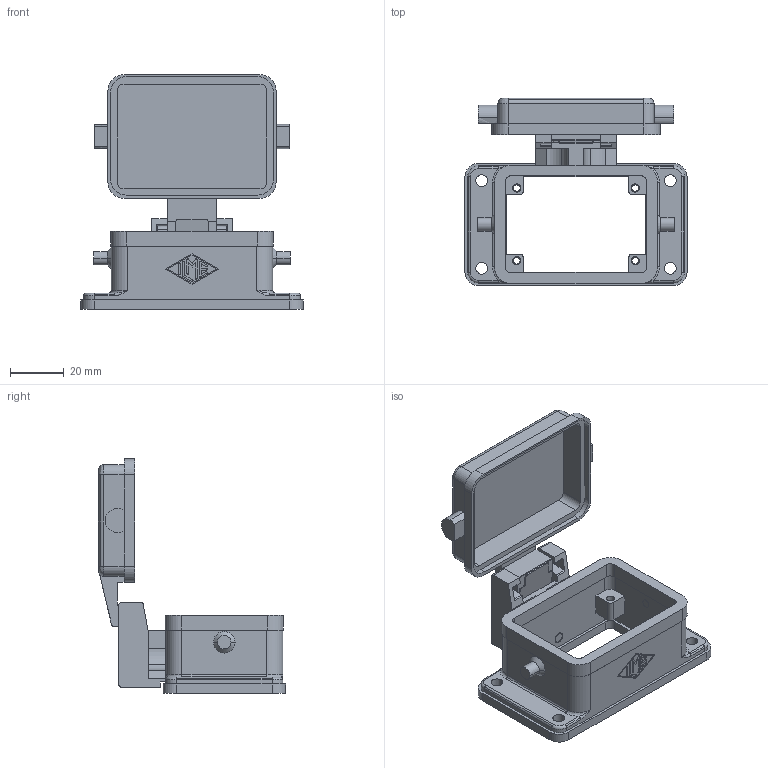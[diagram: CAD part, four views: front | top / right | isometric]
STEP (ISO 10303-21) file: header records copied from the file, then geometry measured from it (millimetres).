
FILE_DESCRIPTION((''),'2;1');
FILE_NAME('CHI 06 LCP.stp','2006-12-20T17:15:55',('gembarski'),(''),'Autodesk Inventor 7','Autodesk Inventor 7','');
FILE_SCHEMA(('AUTOMOTIVE_DESIGN { 1 0 10303 214 1 1 1 1 }'));
Length unit declared in the file: millimetre
Products named in the file (1): CHI 06 LCP
Bounding box: 82.5 x 69.5 x 87.25 mm (x, y, z)
Volume: 45069.6 mm3; surface area: 32695.4 mm2
Topology: 1 solids, 2 shells, 415 faces, 1118 edges, 730 vertices
Faces by surface type: plane 191, cylinder 160, bspline 54, torus 6, cone 4
Entity records: 14180 total; most frequent: CARTESIAN_POINT 3500, ORIENTED_EDGE 2244, DIRECTION 2238, EDGE_CURVE 1122, AXIS2_PLACEMENT_3D 766, VERTEX_POINT 730, VECTOR 706, LINE 706
